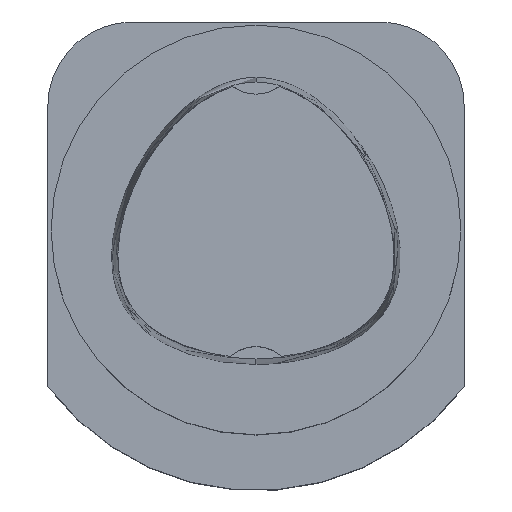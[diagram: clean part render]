
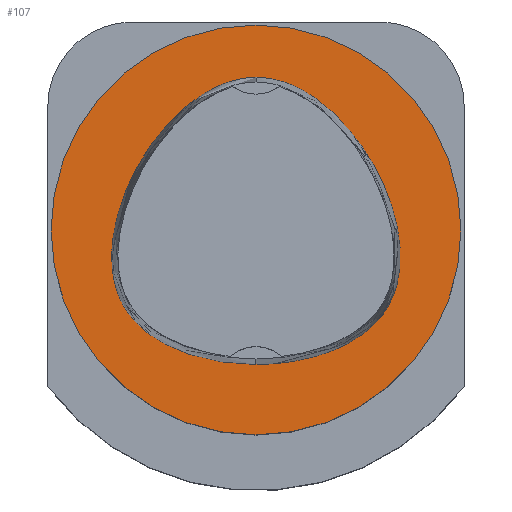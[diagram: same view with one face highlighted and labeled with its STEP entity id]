
A CAD part, top view. The second image highlights one B-rep face of the part: STEP entity #107.
In plain terms, the highlighted planar face has unit normal (0, 0, 1).
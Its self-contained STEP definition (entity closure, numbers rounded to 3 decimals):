
#107=ADVANCED_FACE('240[2]',(#295,#296),#297,.T.);
#119=EDGE_CURVE('240[2]',#316,#317,#318,.T.);
#191=EDGE_CURVE('240[2]',#418,#418,#419,.T.);
#251=EDGE_CURVE('240[2]',#317,#316,#490,.T.);
#295=FACE_BOUND('',#531,.T.);
#296=FACE_OUTER_BOUND('',#532,.T.);
#297=PLANE('',#533);
#316=VERTEX_POINT('',#558);
#317=VERTEX_POINT('',#559);
#318=B_SPLINE_CURVE_WITH_KNOTS('',3,(#560,#561,#562,#563,#564,#565,#566,#567,#568,#569,#570,#571,#572,#573,#574,#575,#576,#577,#578,#579),.UNSPECIFIED.,.F.,.F.,(4,2,2,2,2,2,2,2,2,4),(0.0,4.776,11.273,21.392,34.435,42.606,50.255,61.049,76.294,98.645),.UNSPECIFIED.);
#418=VERTEX_POINT('',#751);
#419=CIRCLE('',#752,31.493);
#490=B_SPLINE_CURVE_WITH_KNOTS('',3,(#1339,#1340,#1341,#1342,#1343,#1344,#1345,#1346,#1347,#1348,#1349,#1350,#1351,#1352,#1353,#1354,#1355,#1356,#1357,#1358),.UNSPECIFIED.,.F.,.F.,(4,2,2,2,2,2,2,2,2,4),(0.0,12.537,20.301,27.626,37.858,52.643,74.802,96.071,106.299,115.973),.UNSPECIFIED.);
#531=EDGE_LOOP('',(#1416,#1417));
#532=EDGE_LOOP('',(#1418));
#533=AXIS2_PLACEMENT_3D('',#1419,#1420,#1421);
#558=CARTESIAN_POINT('',(0.,23.475,0.));
#559=CARTESIAN_POINT('',(0.,-20.675,0.));
#560=CARTESIAN_POINT('',(-0.07,23.475,0.));
#561=CARTESIAN_POINT('',(1.522,23.484,0.));
#562=CARTESIAN_POINT('',(3.087,23.177,0.));
#563=CARTESIAN_POINT('',(6.626,21.911,0.));
#564=CARTESIAN_POINT('',(8.53,20.764,0.));
#565=CARTESIAN_POINT('',(12.886,17.32,0.));
#566=CARTESIAN_POINT('',(15.194,14.633,0.));
#567=CARTESIAN_POINT('',(19.397,8.088,0.));
#568=CARTESIAN_POINT('',(21.073,3.976,0.));
#569=CARTESIAN_POINT('',(22.24,-2.462,0.));
#570=CARTESIAN_POINT('',(22.346,-5.06,0.));
#571=CARTESIAN_POINT('',(21.42,-9.835,0.));
#572=CARTESIAN_POINT('',(20.581,-11.401,0.));
#573=CARTESIAN_POINT('',(19.016,-13.762,0.));
#574=CARTESIAN_POINT('',(17.838,-14.94,0.));
#575=CARTESIAN_POINT('',(14.633,-17.335,0.));
#576=CARTESIAN_POINT('',(12.452,-18.371,0.));
#577=CARTESIAN_POINT('',(6.952,-20.185,0.));
#578=CARTESIAN_POINT('',(3.387,-20.682,0.));
#579=CARTESIAN_POINT('',(-0.07,-20.675,0.));
#751=CARTESIAN_POINT('',(-31.493,0.,0.0));
#752=AXIS2_PLACEMENT_3D('',#1537,#1538,#1539);
#1339=CARTESIAN_POINT('',(0.07,-20.675,0.));
#1340=CARTESIAN_POINT('',(-4.109,-20.683,0.));
#1341=CARTESIAN_POINT('',(-8.287,-19.956,0.));
#1342=CARTESIAN_POINT('',(-14.082,-17.605,0.));
#1343=CARTESIAN_POINT('',(-16.208,-16.371,0.));
#1344=CARTESIAN_POINT('',(-19.575,-13.185,0.));
#1345=CARTESIAN_POINT('',(-20.433,-11.678,0.));
#1346=CARTESIAN_POINT('',(-21.622,-8.993,0.));
#1347=CARTESIAN_POINT('',(-21.993,-7.308,0.));
#1348=CARTESIAN_POINT('',(-22.314,-3.133,0.));
#1349=CARTESIAN_POINT('',(-22.006,-0.592,0.));
#1350=CARTESIAN_POINT('',(-20.497,5.424,0.));
#1351=CARTESIAN_POINT('',(-18.839,9.102,0.));
#1352=CARTESIAN_POINT('',(-14.476,15.583,0.));
#1353=CARTESIAN_POINT('',(-11.858,18.355,0.));
#1354=CARTESIAN_POINT('',(-7.62,21.285,0.));
#1355=CARTESIAN_POINT('',(-6.128,22.093,0.));
#1356=CARTESIAN_POINT('',(-3.063,23.182,0.));
#1357=CARTESIAN_POINT('',(-1.51,23.484,0.));
#1358=CARTESIAN_POINT('',(0.07,23.475,0.));
#1416=ORIENTED_EDGE('',*,*,#251,.T.);
#1417=ORIENTED_EDGE('',*,*,#119,.T.);
#1418=ORIENTED_EDGE('',*,*,#191,.F.);
#1419=CARTESIAN_POINT('',(-15.746,0.,0.0));
#1420=DIRECTION('',(0.,0.,1.0));
#1421=DIRECTION('',(1.0,0.,0.0));
#1537=CARTESIAN_POINT('',(0.0,0.0,0.0));
#1538=DIRECTION('',(0.,0.,-1.0));
#1539=DIRECTION('',(-1.0,0.,0.));
